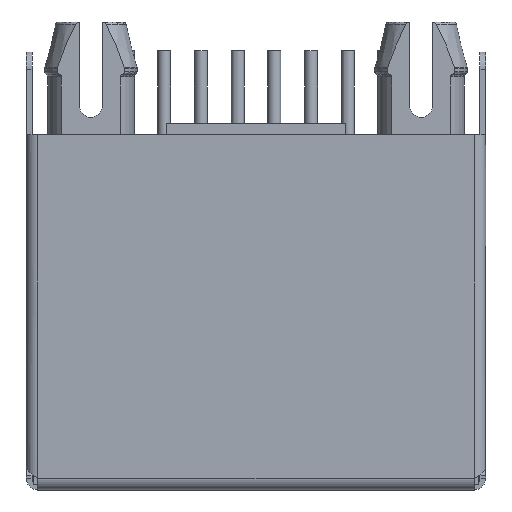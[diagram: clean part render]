
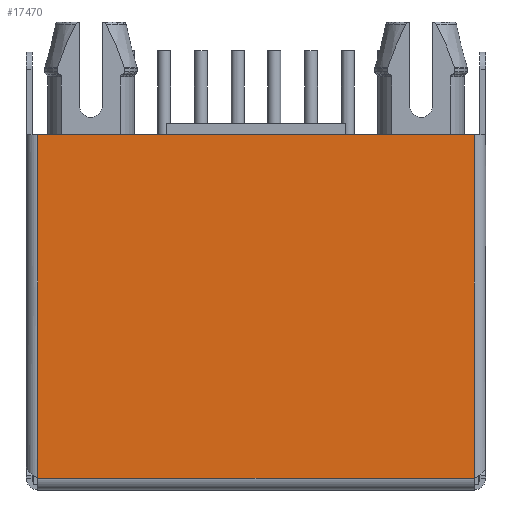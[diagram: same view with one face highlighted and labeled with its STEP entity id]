
A CAD part, front view. The second image highlights one B-rep face of the part: STEP entity #17470.
In plain terms, the highlighted planar face has unit normal (0, 1, 0).
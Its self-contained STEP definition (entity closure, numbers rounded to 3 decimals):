
#12405=DIRECTION('',(-1.,0.,0.));
#12406=VECTOR('',#12405,15.1);
#12407=CARTESIAN_POINT('',(7.55,-8.3,0.4));
#12408=LINE('',#12407,#12406);
#13188=DIRECTION('',(0.,0.,1.));
#13189=VECTOR('',#13188,11.9);
#13190=CARTESIAN_POINT('',(-7.55,-8.3,0.4));
#13191=LINE('',#13190,#13189);
#13291=DIRECTION('',(1.,0.,0.));
#13292=VECTOR('',#13291,15.1);
#13293=CARTESIAN_POINT('',(-7.55,-8.3,12.3));
#13294=LINE('',#13293,#13292);
#13318=DIRECTION('',(0.,0.,-1.));
#13319=VECTOR('',#13318,11.9);
#13320=CARTESIAN_POINT('',(7.55,-8.3,12.3));
#13321=LINE('',#13320,#13319);
#15227=CARTESIAN_POINT('',(7.55,-8.3,0.4));
#15228=VERTEX_POINT('',#15227);
#15229=CARTESIAN_POINT('',(-7.55,-8.3,0.4));
#15230=VERTEX_POINT('',#15229);
#15408=CARTESIAN_POINT('',(-7.55,-8.3,12.3));
#15409=VERTEX_POINT('',#15408);
#15496=CARTESIAN_POINT('',(7.55,-8.3,12.3));
#15497=VERTEX_POINT('',#15496);
#17458=CARTESIAN_POINT('',(0.,-8.3,6.35));
#17459=DIRECTION('',(0.,1.,0.));
#17460=DIRECTION('',(1.,0.,0.));
#17461=AXIS2_PLACEMENT_3D('',#17458,#17459,#17460);
#17462=PLANE('',#17461);
#17463=ORIENTED_EDGE('',*,*,#17313,.F.);
#17464=ORIENTED_EDGE('',*,*,#16017,.F.);
#17466=ORIENTED_EDGE('',*,*,#17465,.F.);
#17467=ORIENTED_EDGE('',*,*,#17420,.F.);
#17468=EDGE_LOOP('',(#17463,#17464,#17466,#17467));
#17469=FACE_OUTER_BOUND('',#17468,.F.);
#17470=ADVANCED_FACE('',(#17469),#17462,.T.);
#16017=EDGE_CURVE('',#15228,#15230,#12408,.T.);
#17313=EDGE_CURVE('',#15230,#15409,#13191,.T.);
#17420=EDGE_CURVE('',#15409,#15497,#13294,.T.);
#17465=EDGE_CURVE('',#15497,#15228,#13321,.T.);
